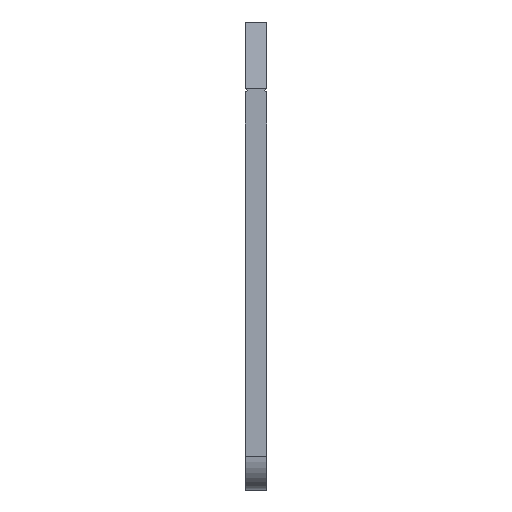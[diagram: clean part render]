
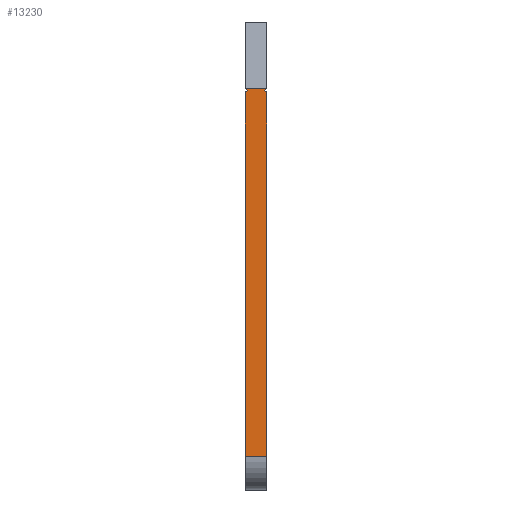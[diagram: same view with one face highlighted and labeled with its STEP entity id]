
A CAD part, left-side view. The second image highlights one B-rep face of the part: STEP entity #13230.
In plain terms, the highlighted planar face has unit normal (-1, 0, 0).
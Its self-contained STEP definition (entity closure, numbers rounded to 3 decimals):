
#13194=AXIS2_PLACEMENT_3D('Plane Axis2P3D',#13191,#13192,#13193) ;
#98=CARTESIAN_POINT('Vertex',(0.,0.8,1.25)) ;
#105=CARTESIAN_POINT('Vertex',(0.,0.,1.25)) ;
#108=CARTESIAN_POINT('Line Origine',(0.,0.4,1.25)) ;
#8045=CARTESIAN_POINT('Line Origine',(0.,0.4,15.)) ;
#8049=CARTESIAN_POINT('Vertex',(0.,0.,15.)) ;
#8051=CARTESIAN_POINT('Vertex',(0.,0.8,15.)) ;
#8640=CARTESIAN_POINT('Line Origine',(0.,0.8,8.067)) ;
#8644=CARTESIAN_POINT('Vertex',(0.,0.8,14.885)) ;
#11199=CARTESIAN_POINT('Vertex',(0.,0.,14.885)) ;
#11202=CARTESIAN_POINT('Line Origine',(0.,0.,8.067)) ;
#13191=CARTESIAN_POINT('Axis2P3D Location',(0.,0.,17.5)) ;
#13196=CARTESIAN_POINT('Line Origine',(0.,0.05,14.913)) ;
#13200=CARTESIAN_POINT('Vertex',(0.,0.1,14.942)) ;
#13203=CARTESIAN_POINT('Line Origine',(0.,0.05,14.971)) ;
#13208=CARTESIAN_POINT('Line Origine',(0.,0.75,14.971)) ;
#13212=CARTESIAN_POINT('Vertex',(0.,0.7,14.942)) ;
#13215=CARTESIAN_POINT('Line Origine',(0.,0.75,14.913)) ;
#109=DIRECTION('Vector Direction',(0.,1.,0.)) ;
#8046=DIRECTION('Vector Direction',(0.,1.,0.)) ;
#8641=DIRECTION('Vector Direction',(0.,0.,-1.)) ;
#11203=DIRECTION('Vector Direction',(0.,0.,-1.)) ;
#13192=DIRECTION('Axis2P3D Direction',(1.,0.,-0.)) ;
#13193=DIRECTION('Axis2P3D XDirection',(-0.,0.,-1.)) ;
#13197=DIRECTION('Vector Direction',(0.,-0.866,-0.5)) ;
#13204=DIRECTION('Vector Direction',(0.,0.866,-0.5)) ;
#13209=DIRECTION('Vector Direction',(0.,-0.866,-0.5)) ;
#13216=DIRECTION('Vector Direction',(0.,0.866,-0.5)) ;
#110=VECTOR('Line Direction',#109,1.) ;
#8047=VECTOR('Line Direction',#8046,1.) ;
#8642=VECTOR('Line Direction',#8641,1.) ;
#11204=VECTOR('Line Direction',#11203,1.) ;
#13198=VECTOR('Line Direction',#13197,1.) ;
#13205=VECTOR('Line Direction',#13204,1.) ;
#13210=VECTOR('Line Direction',#13209,1.) ;
#13217=VECTOR('Line Direction',#13216,1.) ;
#13221=ORIENTED_EDGE('',*,*,#13202,.T.) ;
#13222=ORIENTED_EDGE('',*,*,#13207,.T.) ;
#13223=ORIENTED_EDGE('',*,*,#8053,.T.) ;
#13224=ORIENTED_EDGE('',*,*,#13214,.T.) ;
#13225=ORIENTED_EDGE('',*,*,#13219,.T.) ;
#13226=ORIENTED_EDGE('',*,*,#8646,.F.) ;
#13227=ORIENTED_EDGE('',*,*,#112,.F.) ;
#13228=ORIENTED_EDGE('',*,*,#11206,.T.) ;
#13230=ADVANCED_FACE('Koerper.2',(#13229),#13195,.F.) ;
#112=EDGE_CURVE('',#106,#99,#111,.T.) ;
#8053=EDGE_CURVE('',#8050,#8052,#8048,.T.) ;
#8646=EDGE_CURVE('',#99,#8645,#8643,.F.) ;
#11206=EDGE_CURVE('',#106,#11200,#11205,.F.) ;
#13202=EDGE_CURVE('',#11200,#13201,#13199,.F.) ;
#13207=EDGE_CURVE('',#13201,#8050,#13206,.F.) ;
#13214=EDGE_CURVE('',#8052,#13213,#13211,.T.) ;
#13219=EDGE_CURVE('',#13213,#8645,#13218,.T.) ;
#13220=EDGE_LOOP('',(#13221,#13222,#13223,#13224,#13225,#13226,#13227,#13228)) ;
#13229=FACE_OUTER_BOUND('',#13220,.T.) ;
#111=LINE('Line',#108,#110) ;
#8048=LINE('Line',#8045,#8047) ;
#8643=LINE('Line',#8640,#8642) ;
#11205=LINE('Line',#11202,#11204) ;
#13199=LINE('Line',#13196,#13198) ;
#13206=LINE('Line',#13203,#13205) ;
#13211=LINE('Line',#13208,#13210) ;
#13218=LINE('Line',#13215,#13217) ;
#13195=PLANE('',#13194) ;
#99=VERTEX_POINT('',#98) ;
#106=VERTEX_POINT('',#105) ;
#8050=VERTEX_POINT('',#8049) ;
#8052=VERTEX_POINT('',#8051) ;
#8645=VERTEX_POINT('',#8644) ;
#11200=VERTEX_POINT('',#11199) ;
#13201=VERTEX_POINT('',#13200) ;
#13213=VERTEX_POINT('',#13212) ;
